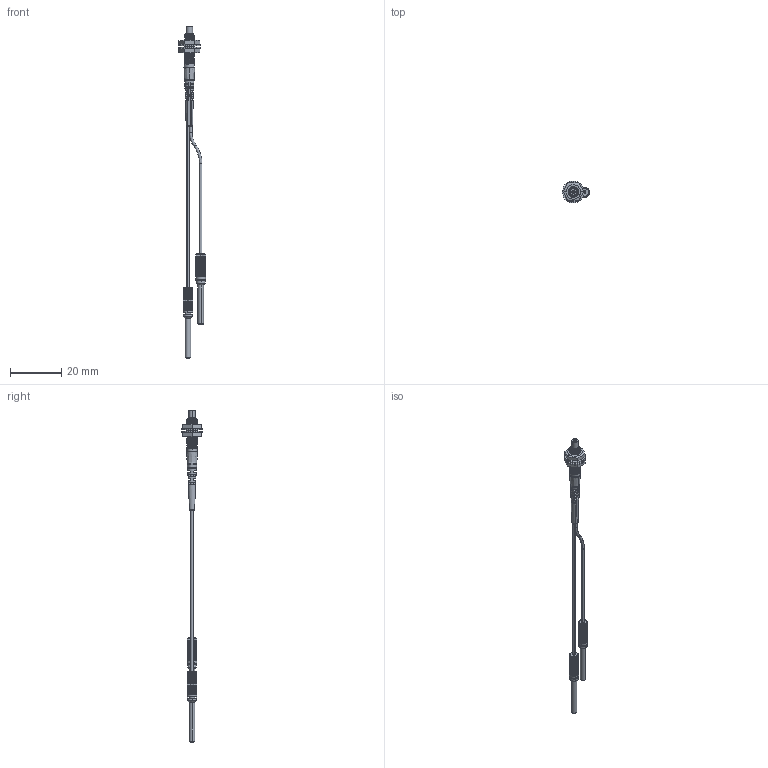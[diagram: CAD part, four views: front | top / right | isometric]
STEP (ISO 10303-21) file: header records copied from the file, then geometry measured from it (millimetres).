
FILE_DESCRIPTION (( 'STEP AP214' ), '1' );
FILE_NAME ('OFM4-DR.STEP', '2020-05-28T07:42:16', ( 'managet2' ), ( '' ), 'SwSTEP 2.0', 'SolidWorks 2016', '' );
FILE_SCHEMA (( 'AUTOMOTIVE_DESIGN' ));
Length unit declared in the file: millimetre
Products named in the file (15): Ãàéêà-1; OFM4-DR-1; Ãàéêà íàêîíå÷íèêà-1; 侲膰翴籦鴀-1; toothed lock washer_a_jis_JIS B 1255 A 4; OFM4-DR
Assembly tree (9 placements, depth 2):
  Ãàéêà íàêîíå÷íèêà-1
  侲膰翴籦鴀-1
  toothed lock washer_a_jis_JIS B 1255 A 4
  toothed lock washer_a_jis_JIS B 1255 A 4
  Ãàéêà íàêîíå÷íèêà-1
Bounding box: 10.56 x 8.5 x 129 mm (x, y, z)
Volume: 888.7 mm3; surface area: 3979.8 mm2
Topology: 17 solids, 17 shells, 984 faces, 2690 edges, 1727 vertices
Faces by surface type: plane 462, cylinder 283, bspline 178, cone 61
Entity records: 29017 total; most frequent: CARTESIAN_POINT 14946, ORIENTED_EDGE 3312, DIRECTION 2334, EDGE_CURVE 1656, VERTEX_POINT 1069, AXIS2_PLACEMENT_3D 838, VECTOR 658, LINE 658
